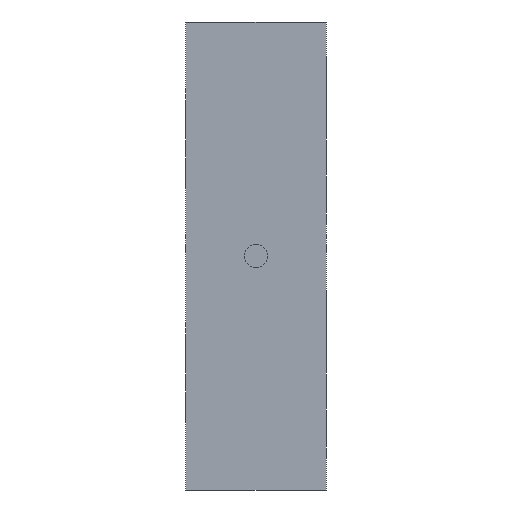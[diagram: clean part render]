
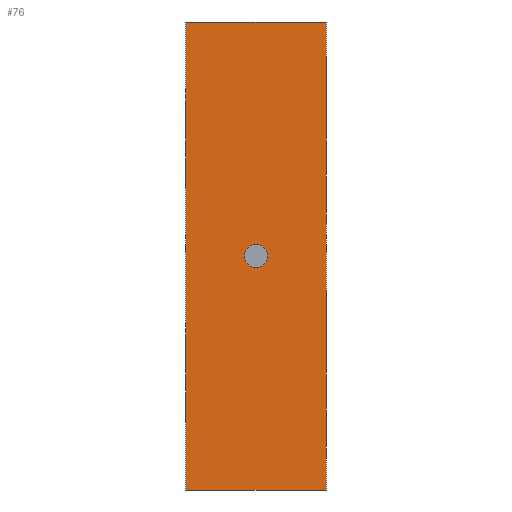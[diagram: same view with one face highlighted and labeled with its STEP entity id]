
A CAD part, front view. The second image highlights one B-rep face of the part: STEP entity #76.
In plain terms, the highlighted planar face has unit normal (0, -1, 0).
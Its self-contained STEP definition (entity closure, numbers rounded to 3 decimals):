
#40=PLANE('',#265);
#54=LINE('',#379,#66);
#55=LINE('',#383,#67);
#56=LINE('',#385,#68);
#57=LINE('',#387,#69);
#66=VECTOR('',#307,1.);
#67=VECTOR('',#312,1.);
#68=VECTOR('',#313,1.);
#69=VECTOR('',#314,1.);
#76=ADVANCED_FACE('',(#100,#101),#40,.T.);
#100=FACE_BOUND('',#127,.T.);
#101=FACE_BOUND('',#128,.T.);
#127=EDGE_LOOP('',(#163));
#128=EDGE_LOOP('',(#164,#165,#166,#167));
#163=ORIENTED_EDGE('',*,*,#230,.T.);
#164=ORIENTED_EDGE('',*,*,#231,.F.);
#165=ORIENTED_EDGE('',*,*,#229,.F.);
#166=ORIENTED_EDGE('',*,*,#232,.T.);
#167=ORIENTED_EDGE('',*,*,#233,.T.);
#207=VERTEX_POINT('',#376);
#208=VERTEX_POINT('',#378);
#209=VERTEX_POINT('',#382);
#210=VERTEX_POINT('',#384);
#211=VERTEX_POINT('',#386);
#229=EDGE_CURVE('',#208,#207,#54,.T.);
#230=EDGE_CURVE('',#209,#209,#247,.T.);
#231=EDGE_CURVE('',#207,#210,#55,.T.);
#232=EDGE_CURVE('',#208,#211,#56,.T.);
#233=EDGE_CURVE('',#211,#210,#57,.T.);
#247=CIRCLE('',#264,0.25);
#264=AXIS2_PLACEMENT_3D('',#381,#310,#311);
#265=AXIS2_PLACEMENT_3D('',#388,#315,#316);
#307=DIRECTION('',(-1.,0.,0.));
#310=DIRECTION('',(0.,1.,0.));
#311=DIRECTION('',(1.,0.,0.));
#312=DIRECTION('',(0.,0.,1.));
#313=DIRECTION('',(0.,0.,1.));
#314=DIRECTION('',(-1.,0.,0.));
#315=DIRECTION('',(0.,-1.,0.));
#316=DIRECTION('',(0.,0.,-1.));
#376=CARTESIAN_POINT('',(0.,0.,0.));
#378=CARTESIAN_POINT('',(3.,0.,0.));
#379=CARTESIAN_POINT('',(3.,0.,0.));
#381=CARTESIAN_POINT('',(1.5,0.,5.));
#382=CARTESIAN_POINT('',(1.75,0.,5.));
#383=CARTESIAN_POINT('',(0.,0.,0.));
#384=CARTESIAN_POINT('',(0.,0.,10.));
#385=CARTESIAN_POINT('',(3.,0.,0.));
#386=CARTESIAN_POINT('',(3.,0.,10.));
#387=CARTESIAN_POINT('',(3.,0.,10.));
#388=CARTESIAN_POINT('',(3.,0.,0.));
